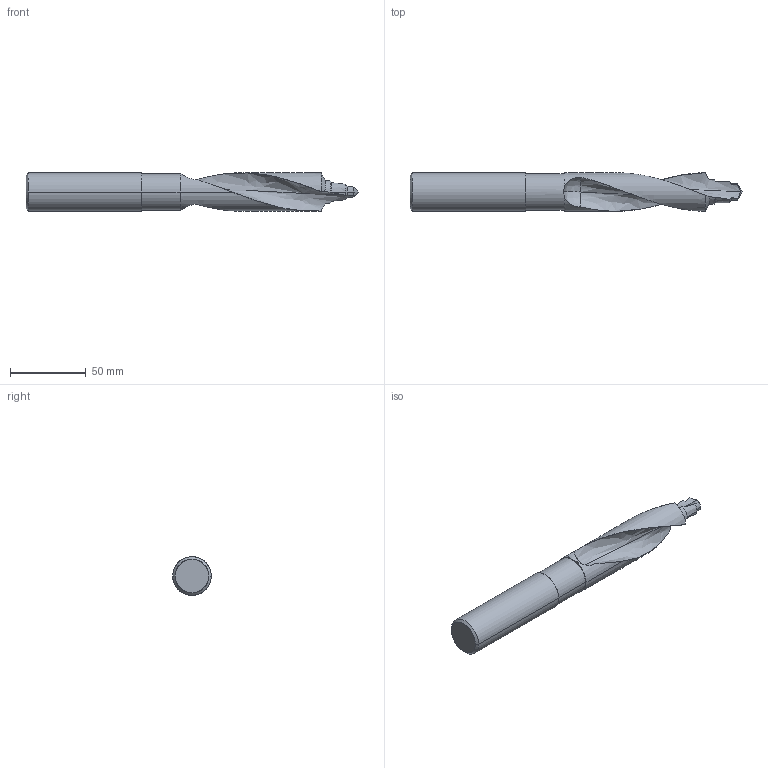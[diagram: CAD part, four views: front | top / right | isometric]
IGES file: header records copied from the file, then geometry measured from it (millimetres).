
Start section: SolidWorks IGES file using analytic representation for surfaces
Global section: file name: 994008002.IGS; native system: SolidWorks 2014; preprocessor: SolidWorks 2014; author: martinw; date: 150721.104008; units: inch
Bounding box: 218.97 x 25.41 x 25.41 mm (x, y, z)
Surface area: 17677.3 mm2 (no closed solid volume)
Topology: 0 solids, 0 shells, 40 faces, 655 edges, 653 vertices
Faces by surface type: revolution 28, bspline 12
